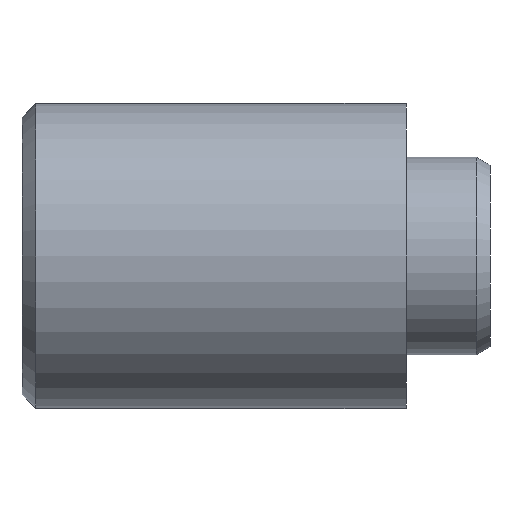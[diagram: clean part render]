
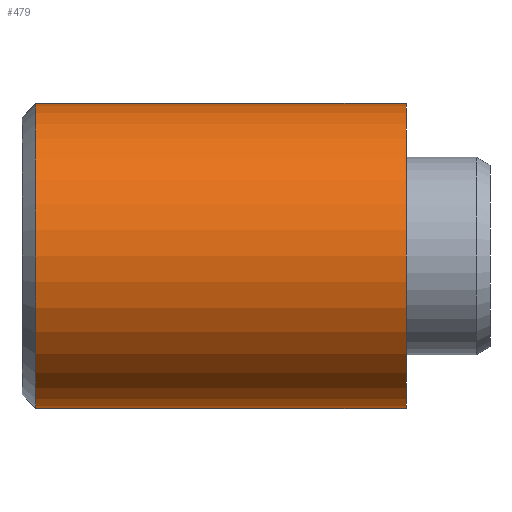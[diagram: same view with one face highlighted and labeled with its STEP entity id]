
A CAD part, left-side view. The second image highlights one B-rep face of the part: STEP entity #479.
In plain terms, the highlighted cylindrical face has radius 2.78 mm (diameter 5.56 mm), a partial arc.
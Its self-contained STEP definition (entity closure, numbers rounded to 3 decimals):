
#2 = EDGE_CURVE ( 'NONE', #203, #190, #499, .T. ) ;
#3 = AXIS2_PLACEMENT_3D ( 'NONE', #86, #337, #334 ) ;
#7 = EDGE_CURVE ( 'NONE', #299, #203, #514, .T. ) ;
#17 = CARTESIAN_POINT ( 'NONE',  ( 0., 6.75, 2.78 ) ) ;
#21 = DIRECTION ( 'NONE',  ( 0., 1., 0. ) ) ;
#80 = CARTESIAN_POINT ( 'NONE',  ( 0., 0., 0. ) ) ;
#81 = CYLINDRICAL_SURFACE ( 'NONE', #3, 2.78 ) ;
#86 = CARTESIAN_POINT ( 'NONE',  ( 0., 36.602, 0. ) ) ;
#107 = VECTOR ( 'NONE', #139, 1000. ) ;
#135 = ORIENTED_EDGE ( 'NONE', *, *, #7, .T. ) ;
#139 = DIRECTION ( 'NONE',  ( 0., 1., 0. ) ) ;
#167 = DIRECTION ( 'NONE',  ( 0., 0., -1. ) ) ;
#189 = EDGE_CURVE ( 'NONE', #299, #294, #226, .T. ) ;
#190 = VERTEX_POINT ( 'NONE', #17 ) ;
#195 = CARTESIAN_POINT ( 'NONE',  ( 0., 0., -2.78 ) ) ;
#201 = CARTESIAN_POINT ( 'NONE',  ( 0., 6.75, 0. ) ) ;
#203 = VERTEX_POINT ( 'NONE', #216 ) ;
#216 = CARTESIAN_POINT ( 'NONE',  ( 0., 0., 2.78 ) ) ;
#226 = LINE ( 'NONE', #462, #484 ) ;
#245 = FACE_OUTER_BOUND ( 'NONE', #296, .T. ) ;
#290 = DIRECTION ( 'NONE',  ( 0., 0., 1. ) ) ;
#294 = VERTEX_POINT ( 'NONE', #358 ) ;
#296 = EDGE_LOOP ( 'NONE', ( #454, #135, #448, #451 ) ) ;
#299 = VERTEX_POINT ( 'NONE', #195 ) ;
#301 = AXIS2_PLACEMENT_3D ( 'NONE', #80, #374, #290 ) ;
#330 = AXIS2_PLACEMENT_3D ( 'NONE', #201, #400, #167 ) ;
#334 = DIRECTION ( 'NONE',  ( 0., 0., 1. ) ) ;
#337 = DIRECTION ( 'NONE',  ( 0., 1., 0. ) ) ;
#358 = CARTESIAN_POINT ( 'NONE',  ( 0., 6.75, -2.78 ) ) ;
#374 = DIRECTION ( 'NONE',  ( 0., 1., 0. ) ) ;
#400 = DIRECTION ( 'NONE',  ( 0., -1., 0. ) ) ;
#420 = CIRCLE ( 'NONE', #330, 2.78 ) ;
#429 = EDGE_CURVE ( 'NONE', #190, #294, #420, .T. ) ;
#448 = ORIENTED_EDGE ( 'NONE', *, *, #2, .T. ) ;
#451 = ORIENTED_EDGE ( 'NONE', *, *, #429, .T. ) ;
#454 = ORIENTED_EDGE ( 'NONE', *, *, #189, .F. ) ;
#462 = CARTESIAN_POINT ( 'NONE',  ( 0., 36.602, -2.78 ) ) ;
#479 = ADVANCED_FACE ( 'NONE', ( #245 ), #81, .T. ) ;
#484 = VECTOR ( 'NONE', #21, 1000. ) ;
#494 = CARTESIAN_POINT ( 'NONE',  ( 0., 36.602, 2.78 ) ) ;
#499 = LINE ( 'NONE', #494, #107 ) ;
#514 = CIRCLE ( 'NONE', #301, 2.78 ) ;
